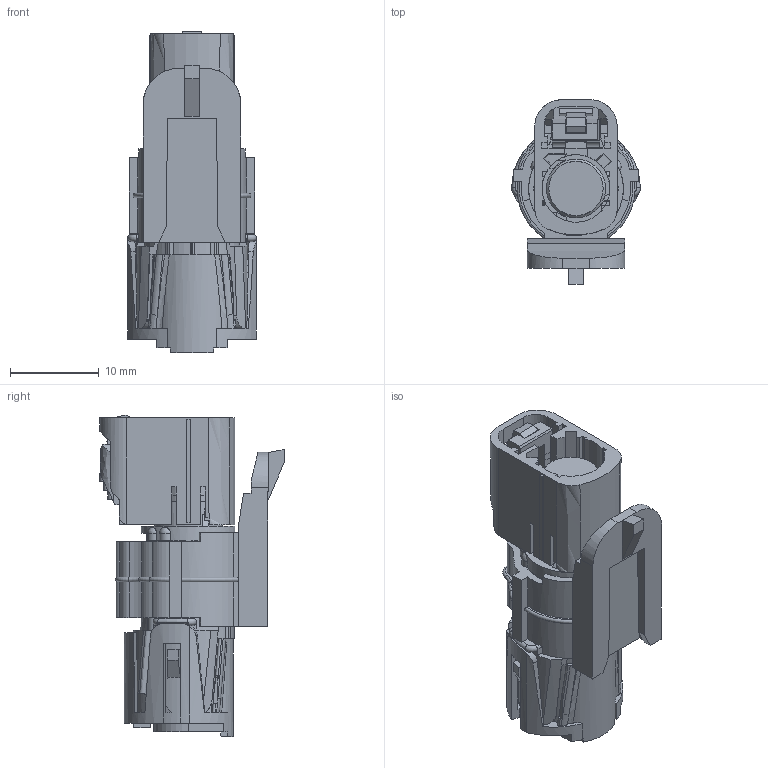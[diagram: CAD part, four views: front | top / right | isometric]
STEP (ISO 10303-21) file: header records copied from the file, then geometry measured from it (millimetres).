
FILE_DESCRIPTION(/* description */ (''),/* implementation_level */ '2;1');
FILE_NAME(/* name */ '35187047-ENV10_01-CONN.stp',/* time_stamp */ '2022-09-21T14:00:27+08:00',/* author */ (''),/* organization */ (''),/* preprocessor_version */ 'ST-DEVELOPER v16',/* originating_system */ 'SIEMENS PLM Software NX 11.0',/* authorisation */ '');
FILE_SCHEMA (('AP203_CONFIGURATION_CONTROLLED_3D_DESIGN_OF_MECHANICAL_PARTS_AND_ASSEMBLIES_MIM_LF { 1 0 10303 403 2 1 2}'));
Length unit declared in the file: millimetre
Products named in the file (1): qzmh33E040EDj9q2
Bounding box: 14.5 x 20.8 x 36.29 mm (x, y, z)
Volume: 4143 mm3; surface area: 5071.8 mm2
Topology: 2 solids, 2 shells, 752 faces, 2302 edges, 1514 vertices
Faces by surface type: plane 440, cylinder 194, cone 48, bspline 35, torus 22, sphere 13
Full cylindrical faces by diameter (mm): 5.98 x1, 6.14 x1, 6.2 x1, 6.32 x1, 6.65 x1
Entity records: 28821 total; most frequent: CARTESIAN_POINT 8397, ORIENTED_EDGE 4556, DIRECTION 4017, EDGE_CURVE 2278, VERTEX_POINT 1506, AXIS2_PLACEMENT_3D 1388, LINE 1241, VECTOR 1241
